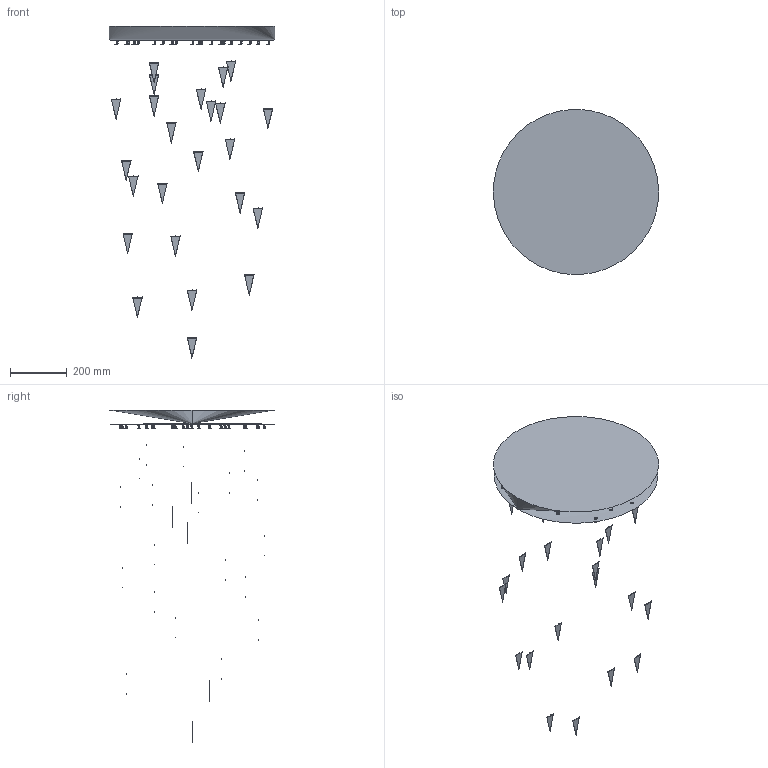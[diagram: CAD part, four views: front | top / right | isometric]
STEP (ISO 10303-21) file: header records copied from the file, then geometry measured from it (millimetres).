
FILE_DESCRIPTION(/* description */ (''),/* implementation_level */ '2;1');
FILE_NAME(/* name */ 'Loci_Rain24_Globe_3D_mm',/* time_stamp */ '2025-10-08T13:55:04-07:00',/* author */ (''),/* organization */ (''),/* preprocessor_version */ 'ST-DEVELOPER v16.5',/* originating_system */ '',/* authorisation */ '');
FILE_SCHEMA (('AUTOMOTIVE_DESIGN'));
Length unit declared in the file: millimetre
Products named in the file (1): Document
Bounding box: 584.2 x 583.14 x 1174.28 mm (x, y, z)
Volume: 14523364.4 mm3; surface area: 1591381.8 mm2
Topology: 121 solids, 121 shells, 1182 faces, 2746 edges, 1734 vertices
Faces by surface type: bspline 796, plane 386
Entity records: 56025 total; most frequent: CARTESIAN_POINT 38861, ORIENTED_EDGE 5348, EDGE_CURVE 2674, VERTEX_POINT 1734, ADVANCED_FACE 1182, FACE_OUTER_BOUND 1182, EDGE_LOOP 1182, B_SPLINE_CURVE_WITH_KNOTS 1080
